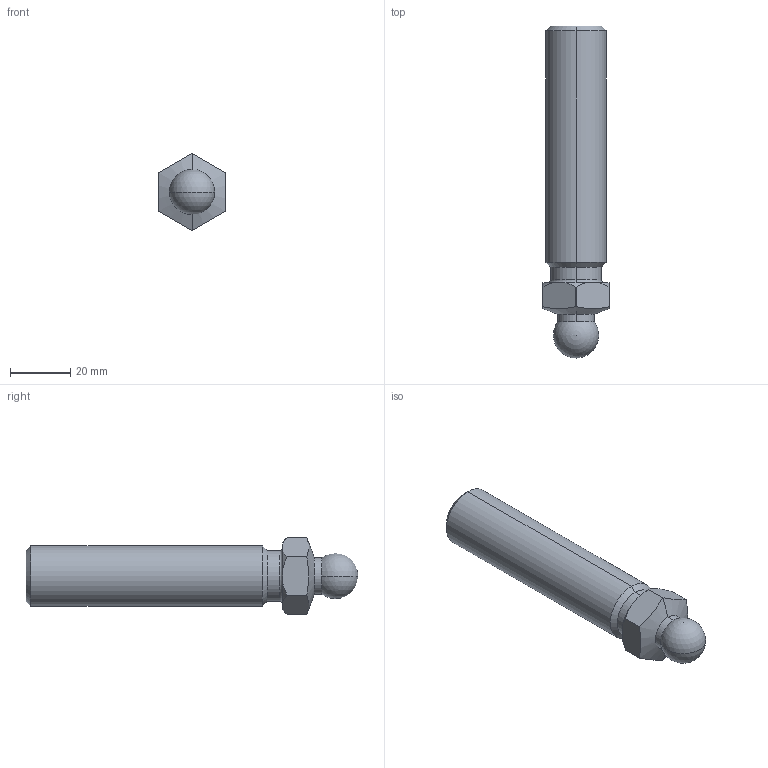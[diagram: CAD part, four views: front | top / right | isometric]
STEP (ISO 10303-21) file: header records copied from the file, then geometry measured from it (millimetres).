
FILE_DESCRIPTION (( 'STEP AP214' ), '1' );
FILE_NAME ('098dm20085e.STEP', '2014-08-12T06:34:30', ( '' ), ( '' ), 'SwSTEP 2.0', 'SolidWorks 2014', '' );
FILE_SCHEMA (( 'AUTOMOTIVE_DESIGN' ));
Length unit declared in the file: millimetre
Products named in the file (1): 098dm20085e
Bounding box: 22 x 110 x 25.4 mm (x, y, z)
Volume: 31991.3 mm3; surface area: 7359.6 mm2
Topology: 1 solids, 1 shells, 38 faces, 100 edges, 63 vertices
Faces by surface type: cone 13, cylinder 13, plane 8, torus 2, sphere 2
Entity records: 1294 total; most frequent: CARTESIAN_POINT 324, DIRECTION 200, ORIENTED_EDGE 190, EDGE_CURVE 95, AXIS2_PLACEMENT_3D 84, VERTEX_POINT 60, CIRCLE 45, EDGE_LOOP 39
